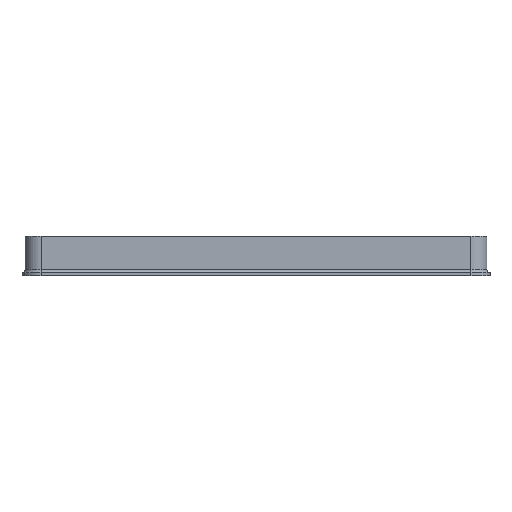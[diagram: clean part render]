
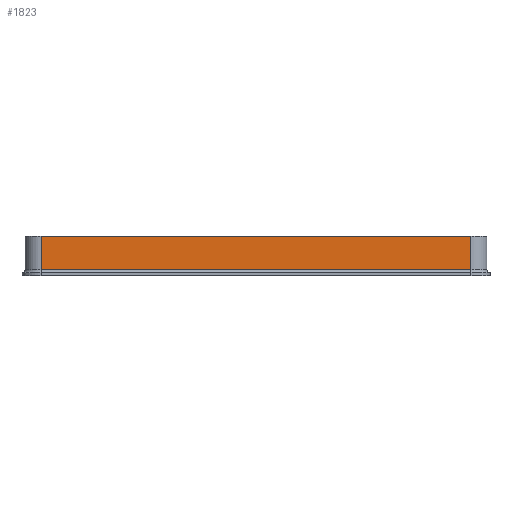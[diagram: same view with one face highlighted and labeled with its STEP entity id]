
A CAD part, left-side view. The second image highlights one B-rep face of the part: STEP entity #1823.
In plain terms, the highlighted planar face has unit normal (-1, 0, 0).
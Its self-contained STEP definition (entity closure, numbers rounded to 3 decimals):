
#257=DIRECTION('',(0.,0.,-1.));
#258=VECTOR('',#257,2.1);
#259=CARTESIAN_POINT('',(0.,28.,2.5));
#260=LINE('',#259,#258);
#271=DIRECTION('',(0.,1.,0.));
#272=VECTOR('',#271,27.);
#273=CARTESIAN_POINT('',(0.,1.,0.4));
#274=LINE('',#273,#272);
#275=DIRECTION('',(0.,-1.,0.));
#276=VECTOR('',#275,27.);
#277=CARTESIAN_POINT('',(0.,28.,2.5));
#278=LINE('',#277,#276);
#284=DIRECTION('',(0.,0.,1.));
#285=VECTOR('',#284,2.1);
#286=CARTESIAN_POINT('',(0.,1.,0.4));
#287=LINE('',#286,#285);
#1191=CARTESIAN_POINT('',(0.,1.,2.5));
#1192=VERTEX_POINT('',#1191);
#1193=CARTESIAN_POINT('',(0.,28.,2.5));
#1194=VERTEX_POINT('',#1193);
#1449=CARTESIAN_POINT('',(0.,1.,0.4));
#1450=VERTEX_POINT('',#1449);
#1453=CARTESIAN_POINT('',(0.,28.,0.4));
#1454=VERTEX_POINT('',#1453);
#1811=CARTESIAN_POINT('',(0.,28.,0.));
#1812=DIRECTION('',(-1.,0.,0.));
#1813=DIRECTION('',(0.,-1.,0.));
#1814=AXIS2_PLACEMENT_3D('',#1811,#1812,#1813);
#1815=PLANE('',#1814);
#1816=ORIENTED_EDGE('',*,*,#1801,.T.);
#1817=ORIENTED_EDGE('',*,*,#1777,.F.);
#1818=ORIENTED_EDGE('',*,*,#1516,.T.);
#1820=ORIENTED_EDGE('',*,*,#1819,.F.);
#1821=EDGE_LOOP('',(#1816,#1817,#1818,#1820));
#1822=FACE_OUTER_BOUND('',#1821,.F.);
#1516=EDGE_CURVE('',#1194,#1192,#278,.T.);
#1777=EDGE_CURVE('',#1194,#1454,#260,.T.);
#1801=EDGE_CURVE('',#1450,#1454,#274,.T.);
#1819=EDGE_CURVE('',#1450,#1192,#287,.T.);
#1823=ADVANCED_FACE('',(#1822),#1815,.T.);
